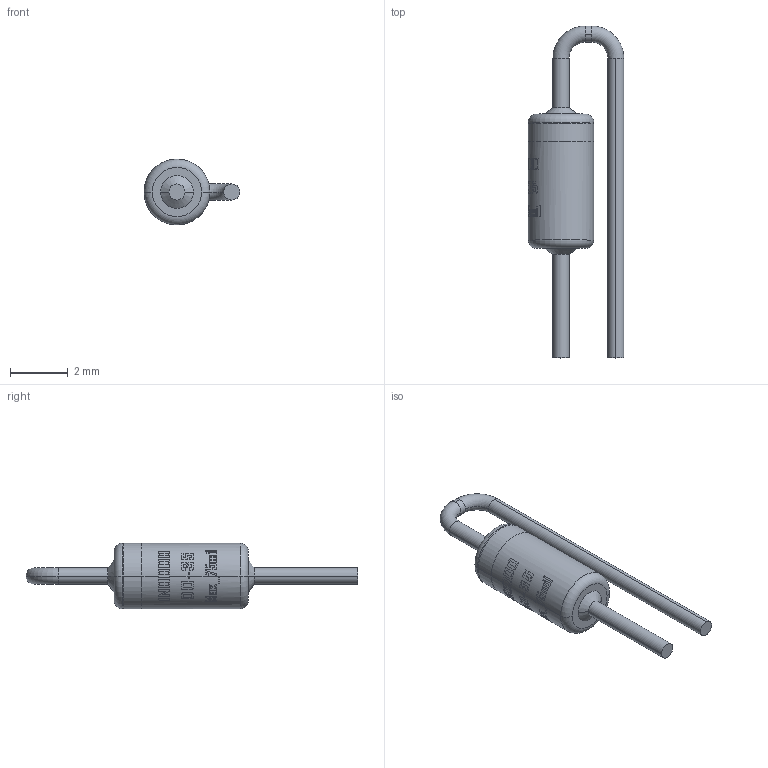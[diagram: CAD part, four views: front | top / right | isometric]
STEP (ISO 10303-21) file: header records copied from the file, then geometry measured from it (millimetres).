
FILE_DESCRIPTION (( 'STEP AP214' ), '1' );
FILE_NAME ('DO-35_Max_75mil_rev1.0.STEP', '2023-03-16T22:03:23', ( '' ), ( '' ), 'SwSTEP 2.0', 'SolidWorks 2020', '' );
FILE_SCHEMA (( 'AUTOMOTIVE_DESIGN' ));
Length unit declared in the file: millimetre
Products named in the file (1): DO-35_Max_75mil_rev1.0
Bounding box: 3.32 x 11.53 x 2.28 mm (x, y, z)
Volume: 20.1 mm3; surface area: 100.8 mm2
Topology: 4 solids, 4 shells, 62 faces, 327 edges, 298 vertices
Faces by surface type: cylinder 42, torus 8, plane 8, cone 4
Entity records: 4605 total; most frequent: CARTESIAN_POINT 1129, ORIENTED_EDGE 654, DIRECTION 504, EDGE_CURVE 327, VERTEX_POINT 298, AXIS2_PLACEMENT_3D 199, CIRCLE 136, LINE 106
